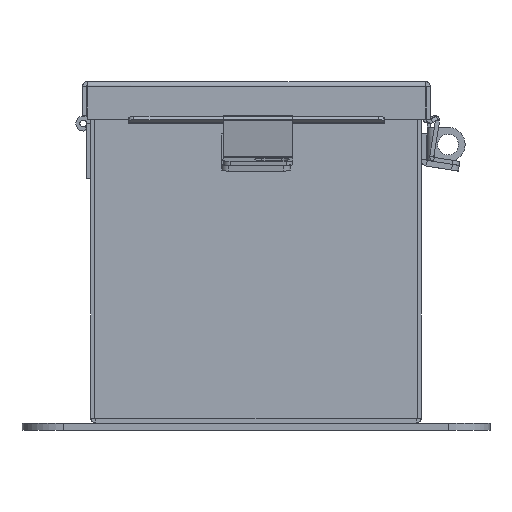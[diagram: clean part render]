
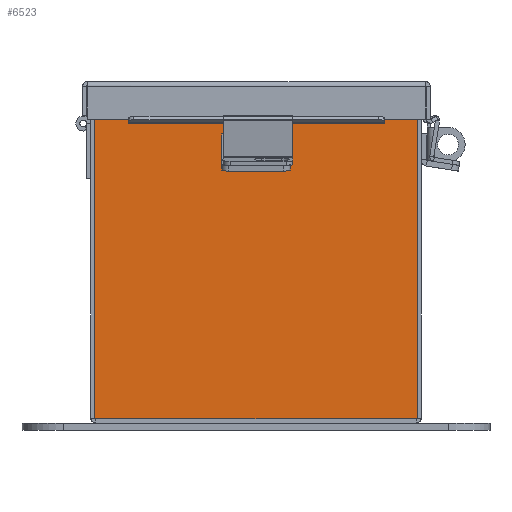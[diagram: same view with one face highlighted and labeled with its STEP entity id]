
A CAD part, front view. The second image highlights one B-rep face of the part: STEP entity #6523.
In plain terms, the highlighted face is planar.
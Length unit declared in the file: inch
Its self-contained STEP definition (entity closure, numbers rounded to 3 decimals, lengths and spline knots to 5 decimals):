
#7 = EDGE_CURVE ( 'NONE', #5402, #17166, #13463, .T. ) ;
#85 = VECTOR ( 'NONE', #18533, 39.37008 ) ;
#124 = ORIENTED_EDGE ( 'NONE', *, *, #6052, .T. ) ;
#315 = DIRECTION ( 'NONE',  ( 1., 0., 0. ) ) ;
#431 = EDGE_CURVE ( 'NONE', #14314, #2234, #3022, .T. ) ;
#1461 = VERTEX_POINT ( 'NONE', #2238 ) ;
#1492 = CARTESIAN_POINT ( 'NONE',  ( 0., 0., 0. ) ) ;
#1569 = ORIENTED_EDGE ( 'NONE', *, *, #431, .T. ) ;
#1759 = CARTESIAN_POINT ( 'NONE',  ( -2.61965, 0., 2.87495 ) ) ;
#1931 = EDGE_CURVE ( 'NONE', #18934, #5402, #17851, .T. ) ;
#2127 = CARTESIAN_POINT ( 'NONE',  ( 2.61965, 0., 2.9253 ) ) ;
#2234 = VERTEX_POINT ( 'NONE', #4679 ) ;
#2238 = CARTESIAN_POINT ( 'NONE',  ( 2.5823, 0., 2.9123 ) ) ;
#2479 = EDGE_CURVE ( 'NONE', #2234, #17166, #3814, .T. ) ;
#2542 = VECTOR ( 'NONE', #11293, 39.37008 ) ;
#2598 = ORIENTED_EDGE ( 'NONE', *, *, #7, .F. ) ;
#2934 = EDGE_CURVE ( 'NONE', #17449, #14314, #16594, .T. ) ;
#2995 = DIRECTION ( 'NONE',  ( 0., 0., -1. ) ) ;
#3022 = LINE ( 'NONE', #3893, #2542 ) ;
#3126 = EDGE_LOOP ( 'NONE', ( #2598, #17534, #7771, #11332, #5908, #16458, #12140, #124, #6100, #5842, #1569, #7084 ) ) ;
#3345 = DIRECTION ( 'NONE',  ( 0., 1., 0. ) ) ;
#3477 = CARTESIAN_POINT ( 'NONE',  ( -2.5823, 0., 2.87495 ) ) ;
#3497 = LINE ( 'NONE', #9157, #15340 ) ;
#3745 = LINE ( 'NONE', #8134, #7203 ) ;
#3814 = LINE ( 'NONE', #14223, #8232 ) ;
#3893 = CARTESIAN_POINT ( 'NONE',  ( -2.9253, 0., 2.9253 ) ) ;
#4014 = VERTEX_POINT ( 'NONE', #11337 ) ;
#4268 = FACE_OUTER_BOUND ( 'NONE', #3126, .T. ) ;
#4679 = CARTESIAN_POINT ( 'NONE',  ( -2.9253, 0., 2.9253 ) ) ;
#4709 = VECTOR ( 'NONE', #8991, 39.37008 ) ;
#4838 = VERTEX_POINT ( 'NONE', #9298 ) ;
#5064 = CARTESIAN_POINT ( 'NONE',  ( -2.9253, 0., -2.9253 ) ) ;
#5179 = CARTESIAN_POINT ( 'NONE',  ( -2.5823, 0., 0. ) ) ;
#5324 = DIRECTION ( 'NONE',  ( 1., 0., 0. ) ) ;
#5391 = EDGE_CURVE ( 'NONE', #9161, #11579, #3497, .T. ) ;
#5402 = VERTEX_POINT ( 'NONE', #1759 ) ;
#5842 = ORIENTED_EDGE ( 'NONE', *, *, #2934, .T. ) ;
#5908 = ORIENTED_EDGE ( 'NONE', *, *, #8546, .F. ) ;
#6052 = EDGE_CURVE ( 'NONE', #9161, #4014, #12404, .T. ) ;
#6100 = ORIENTED_EDGE ( 'NONE', *, *, #6864, .T. ) ;
#6407 = CARTESIAN_POINT ( 'NONE',  ( 2.9253, 0., -2.9253 ) ) ;
#6523 = ADVANCED_FACE ( 'NONE', ( #4268 ), #8881, .F. ) ;
#6640 = CARTESIAN_POINT ( 'NONE',  ( 2.60098, 0., 2.87495 ) ) ;
#6864 = EDGE_CURVE ( 'NONE', #4014, #17449, #14958, .T. ) ;
#7029 = CARTESIAN_POINT ( 'NONE',  ( 2.5823, 0., 2.87495 ) ) ;
#7084 = ORIENTED_EDGE ( 'NONE', *, *, #2479, .T. ) ;
#7203 = VECTOR ( 'NONE', #12601, 39.37008 ) ;
#7340 = CARTESIAN_POINT ( 'NONE',  ( -2.61965, 0., 0. ) ) ;
#7349 = CIRCLE ( 'NONE', #14015, 0.01868 ) ;
#7474 = CARTESIAN_POINT ( 'NONE',  ( -2.9253, 0., -2.9253 ) ) ;
#7689 = CARTESIAN_POINT ( 'NONE',  ( -2.9253, 0., 2.9253 ) ) ;
#7771 = ORIENTED_EDGE ( 'NONE', *, *, #15782, .F. ) ;
#8103 = CARTESIAN_POINT ( 'NONE',  ( 2.9253, 0., 2.9253 ) ) ;
#8134 = CARTESIAN_POINT ( 'NONE',  ( 2.5823, 0., 0. ) ) ;
#8153 = DIRECTION ( 'NONE',  ( 0., 0., -1. ) ) ;
#8232 = VECTOR ( 'NONE', #5324, 39.37008 ) ;
#8458 = VECTOR ( 'NONE', #18128, 39.37008 ) ;
#8546 = EDGE_CURVE ( 'NONE', #10694, #1461, #3745, .T. ) ;
#8705 = CARTESIAN_POINT ( 'NONE',  ( -2.61965, 0., 2.9253 ) ) ;
#8840 = VECTOR ( 'NONE', #315, 39.37008 ) ;
#8881 = PLANE ( 'NONE',  #12024 ) ;
#8991 = DIRECTION ( 'NONE',  ( -1., 0., 0. ) ) ;
#9023 = EDGE_CURVE ( 'NONE', #4838, #1461, #17246, .T. ) ;
#9157 = CARTESIAN_POINT ( 'NONE',  ( 2.61965, 0., 0. ) ) ;
#9161 = VERTEX_POINT ( 'NONE', #2127 ) ;
#9298 = CARTESIAN_POINT ( 'NONE',  ( -2.5823, 0., 2.9123 ) ) ;
#9525 = VECTOR ( 'NONE', #11762, 39.37008 ) ;
#10694 = VERTEX_POINT ( 'NONE', #7029 ) ;
#11293 = DIRECTION ( 'NONE',  ( 0., 0., 1. ) ) ;
#11332 = ORIENTED_EDGE ( 'NONE', *, *, #9023, .T. ) ;
#11337 = CARTESIAN_POINT ( 'NONE',  ( 2.9253, 0., 2.9253 ) ) ;
#11495 = EDGE_CURVE ( 'NONE', #11579, #10694, #7349, .T. ) ;
#11579 = VERTEX_POINT ( 'NONE', #12743 ) ;
#11694 = AXIS2_PLACEMENT_3D ( 'NONE', #12227, #3345, #13696 ) ;
#11762 = DIRECTION ( 'NONE',  ( 0., 0., 1. ) ) ;
#11866 = DIRECTION ( 'NONE',  ( 0., -1., 0. ) ) ;
#12024 = AXIS2_PLACEMENT_3D ( 'NONE', #1492, #11866, #2995 ) ;
#12140 = ORIENTED_EDGE ( 'NONE', *, *, #5391, .F. ) ;
#12227 = CARTESIAN_POINT ( 'NONE',  ( -2.60097, 0., 2.87495 ) ) ;
#12404 = LINE ( 'NONE', #7689, #8458 ) ;
#12567 = LINE ( 'NONE', #5179, #19099 ) ;
#12601 = DIRECTION ( 'NONE',  ( 0., 0., 1. ) ) ;
#12743 = CARTESIAN_POINT ( 'NONE',  ( 2.61965, 0., 2.87495 ) ) ;
#13463 = LINE ( 'NONE', #7340, #9525 ) ;
#13680 = CARTESIAN_POINT ( 'NONE',  ( -2.5823, 0., 2.9123 ) ) ;
#13696 = DIRECTION ( 'NONE',  ( 0., 0., -1. ) ) ;
#14015 = AXIS2_PLACEMENT_3D ( 'NONE', #6640, #17082, #8153 ) ;
#14072 = DIRECTION ( 'NONE',  ( 0., 0., -1. ) ) ;
#14223 = CARTESIAN_POINT ( 'NONE',  ( -2.9253, 0., 2.9253 ) ) ;
#14314 = VERTEX_POINT ( 'NONE', #5064 ) ;
#14958 = LINE ( 'NONE', #8103, #85 ) ;
#15340 = VECTOR ( 'NONE', #18088, 39.37008 ) ;
#15782 = EDGE_CURVE ( 'NONE', #4838, #18934, #12567, .T. ) ;
#16458 = ORIENTED_EDGE ( 'NONE', *, *, #11495, .F. ) ;
#16594 = LINE ( 'NONE', #7474, #4709 ) ;
#17082 = DIRECTION ( 'NONE',  ( 0., 1., 0. ) ) ;
#17166 = VERTEX_POINT ( 'NONE', #8705 ) ;
#17246 = LINE ( 'NONE', #13680, #8840 ) ;
#17449 = VERTEX_POINT ( 'NONE', #6407 ) ;
#17534 = ORIENTED_EDGE ( 'NONE', *, *, #1931, .F. ) ;
#17851 = CIRCLE ( 'NONE', #11694, 0.01868 ) ;
#18088 = DIRECTION ( 'NONE',  ( 0., 0., -1. ) ) ;
#18128 = DIRECTION ( 'NONE',  ( 1., 0., 0. ) ) ;
#18533 = DIRECTION ( 'NONE',  ( 0., 0., -1. ) ) ;
#18934 = VERTEX_POINT ( 'NONE', #3477 ) ;
#19099 = VECTOR ( 'NONE', #14072, 39.37008 ) ;
